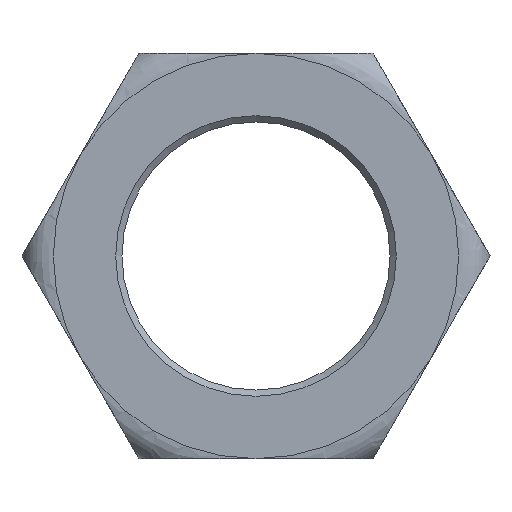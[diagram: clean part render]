
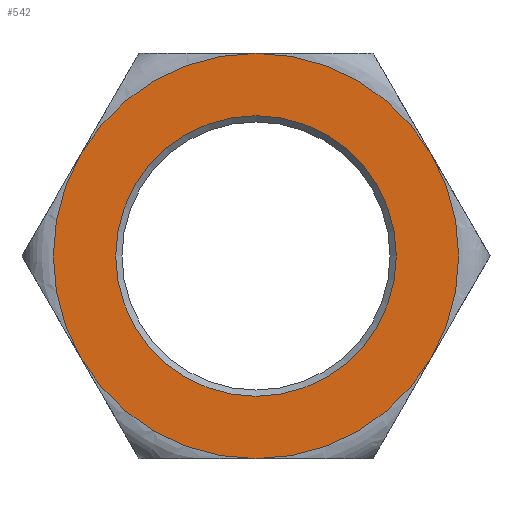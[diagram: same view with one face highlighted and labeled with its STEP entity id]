
A CAD part, front view. The second image highlights one B-rep face of the part: STEP entity #542.
In plain terms, the highlighted planar face has unit normal (0, -1, 0).
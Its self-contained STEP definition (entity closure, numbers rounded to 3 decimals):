
#7 = DIRECTION ( 'NONE',  ( 1., 0., 0. ) ) ;
#8 = VECTOR ( 'NONE', #1311, 1000. ) ;
#15 = CARTESIAN_POINT ( 'NONE',  ( 0., -36., 0. ) ) ;
#22 = EDGE_CURVE ( 'NONE', #345, #1162, #832, .T. ) ;
#26 = CARTESIAN_POINT ( 'NONE',  ( 56.292, -36., -32.5 ) ) ;
#35 = CIRCLE ( 'NONE', #1215, 65. ) ;
#61 = CARTESIAN_POINT ( 'NONE',  ( 0., -36., 0. ) ) ;
#78 = CARTESIAN_POINT ( 'NONE',  ( -37.528, -36., -65. ) ) ;
#86 = EDGE_CURVE ( 'NONE', #115, #307, #228, .T. ) ;
#105 = AXIS2_PLACEMENT_3D ( 'NONE', #1197, #599, #607 ) ;
#106 = VECTOR ( 'NONE', #1027, 1000. ) ;
#110 = CARTESIAN_POINT ( 'NONE',  ( 0., -36., -65. ) ) ;
#115 = VERTEX_POINT ( 'NONE', #1075 ) ;
#126 = ORIENTED_EDGE ( 'NONE', *, *, #1256, .F. ) ;
#153 = EDGE_CURVE ( 'NONE', #1307, #1307, #1506, .T. ) ;
#196 = EDGE_CURVE ( 'NONE', #564, #1380, #1036, .T. ) ;
#201 = AXIS2_PLACEMENT_3D ( 'NONE', #574, #1137, #438 ) ;
#207 = ORIENTED_EDGE ( 'NONE', *, *, #995, .F. ) ;
#225 = EDGE_CURVE ( 'NONE', #659, #564, #728, .T. ) ;
#228 = LINE ( 'NONE', #698, #901 ) ;
#233 = VERTEX_POINT ( 'NONE', #1087 ) ;
#240 = ORIENTED_EDGE ( 'NONE', *, *, #242, .F. ) ;
#242 = EDGE_CURVE ( 'NONE', #1162, #1438, #1009, .T. ) ;
#248 = CARTESIAN_POINT ( 'NONE',  ( 37.528, -36., 65. ) ) ;
#269 = CARTESIAN_POINT ( 'NONE',  ( -56.292, -36., -32.5 ) ) ;
#279 = CARTESIAN_POINT ( 'NONE',  ( -56.292, -36., -32.5 ) ) ;
#307 = VERTEX_POINT ( 'NONE', #970 ) ;
#314 = PLANE ( 'NONE',  #323 ) ;
#323 = AXIS2_PLACEMENT_3D ( 'NONE', #1381, #554, #782 ) ;
#338 = DIRECTION ( 'NONE',  ( -1., 0., 0. ) ) ;
#345 = VERTEX_POINT ( 'NONE', #431 ) ;
#353 = ORIENTED_EDGE ( 'NONE', *, *, #785, .F. ) ;
#367 = EDGE_CURVE ( 'NONE', #1280, #659, #402, .T. ) ;
#392 = DIRECTION ( 'NONE',  ( 1., 0., 0. ) ) ;
#402 = CIRCLE ( 'NONE', #576, 65. ) ;
#431 = CARTESIAN_POINT ( 'NONE',  ( 56.292, -36., 32.5 ) ) ;
#437 = ORIENTED_EDGE ( 'NONE', *, *, #86, .F. ) ;
#438 = DIRECTION ( 'NONE',  ( 1., 0., 0. ) ) ;
#476 = EDGE_CURVE ( 'NONE', #307, #345, #744, .T. ) ;
#481 = AXIS2_PLACEMENT_3D ( 'NONE', #61, #1237, #392 ) ;
#518 = VECTOR ( 'NONE', #720, 1000. ) ;
#524 = CARTESIAN_POINT ( 'NONE',  ( 0., -36., 0. ) ) ;
#542 = ADVANCED_FACE ( 'NONE', ( #807, #1015 ), #314, .F. ) ;
#546 = ORIENTED_EDGE ( 'NONE', *, *, #769, .F. ) ;
#553 = CARTESIAN_POINT ( 'NONE',  ( 56.292, -36., -32.5 ) ) ;
#554 = DIRECTION ( 'NONE',  ( 0., 1., 0. ) ) ;
#561 = CARTESIAN_POINT ( 'NONE',  ( 0., -36., 0. ) ) ;
#564 = VERTEX_POINT ( 'NONE', #110 ) ;
#574 = CARTESIAN_POINT ( 'NONE',  ( 0., -36., 0. ) ) ;
#576 = AXIS2_PLACEMENT_3D ( 'NONE', #524, #1227, #1006 ) ;
#577 = ORIENTED_EDGE ( 'NONE', *, *, #367, .F. ) ;
#578 = CIRCLE ( 'NONE', #1465, 65. ) ;
#599 = DIRECTION ( 'NONE',  ( 0., 1., 0. ) ) ;
#607 = DIRECTION ( 'NONE',  ( 1., 0., 0. ) ) ;
#613 = EDGE_LOOP ( 'NONE', ( #577, #353, #240, #1130, #1029, #437, #126, #207, #546, #1147, #1212 ) ) ;
#659 = VERTEX_POINT ( 'NONE', #748 ) ;
#681 = CARTESIAN_POINT ( 'NONE',  ( 0., -36., 0. ) ) ;
#683 = CARTESIAN_POINT ( 'NONE',  ( 75.056, -36., 0. ) ) ;
#695 = AXIS2_PLACEMENT_3D ( 'NONE', #15, #949, #834 ) ;
#698 = CARTESIAN_POINT ( 'NONE',  ( -37.528, -36., 65. ) ) ;
#720 = DIRECTION ( 'NONE',  ( 0.5, 0., -0.866 ) ) ;
#728 = LINE ( 'NONE', #1437, #8 ) ;
#744 = CIRCLE ( 'NONE', #201, 65. ) ;
#748 = CARTESIAN_POINT ( 'NONE',  ( 0., -36., -65. ) ) ;
#769 = EDGE_CURVE ( 'NONE', #1380, #879, #1378, .T. ) ;
#782 = DIRECTION ( 'NONE',  ( 0., 0., 1. ) ) ;
#785 = EDGE_CURVE ( 'NONE', #1438, #1280, #1365, .T. ) ;
#789 = ORIENTED_EDGE ( 'NONE', *, *, #153, .T. ) ;
#807 = FACE_BOUND ( 'NONE', #934, .T. ) ;
#832 = LINE ( 'NONE', #248, #518 ) ;
#834 = DIRECTION ( 'NONE',  ( 0., 0., 1. ) ) ;
#843 = VECTOR ( 'NONE', #1499, 1000. ) ;
#879 = VERTEX_POINT ( 'NONE', #269 ) ;
#901 = VECTOR ( 'NONE', #942, 1000. ) ;
#934 = EDGE_LOOP ( 'NONE', ( #789 ) ) ;
#942 = DIRECTION ( 'NONE',  ( 1., 0., 0. ) ) ;
#949 = DIRECTION ( 'NONE',  ( 0., 1., 0. ) ) ;
#970 = CARTESIAN_POINT ( 'NONE',  ( 0., -36., 65. ) ) ;
#995 = EDGE_CURVE ( 'NONE', #879, #233, #35, .T. ) ;
#1006 = DIRECTION ( 'NONE',  ( 1., 0., 0. ) ) ;
#1009 = CIRCLE ( 'NONE', #105, 65. ) ;
#1015 = FACE_OUTER_BOUND ( 'NONE', #613, .T. ) ;
#1027 = DIRECTION ( 'NONE',  ( -0.5, 0., 0.866 ) ) ;
#1029 = ORIENTED_EDGE ( 'NONE', *, *, #476, .F. ) ;
#1036 = CIRCLE ( 'NONE', #481, 65. ) ;
#1075 = CARTESIAN_POINT ( 'NONE',  ( 0., -36., 65. ) ) ;
#1087 = CARTESIAN_POINT ( 'NONE',  ( -56.292, -36., 32.5 ) ) ;
#1130 = ORIENTED_EDGE ( 'NONE', *, *, #22, .F. ) ;
#1137 = DIRECTION ( 'NONE',  ( 0., 1., 0. ) ) ;
#1138 = CARTESIAN_POINT ( 'NONE',  ( 56.292, -36., 32.5 ) ) ;
#1147 = ORIENTED_EDGE ( 'NONE', *, *, #196, .F. ) ;
#1149 = DIRECTION ( 'NONE',  ( 0., 1., 0. ) ) ;
#1162 = VERTEX_POINT ( 'NONE', #1138 ) ;
#1182 = CARTESIAN_POINT ( 'NONE',  ( 0., -36., 45. ) ) ;
#1197 = CARTESIAN_POINT ( 'NONE',  ( 0., -36., 0. ) ) ;
#1212 = ORIENTED_EDGE ( 'NONE', *, *, #225, .F. ) ;
#1215 = AXIS2_PLACEMENT_3D ( 'NONE', #561, #1296, #7 ) ;
#1227 = DIRECTION ( 'NONE',  ( 0., 1., 0. ) ) ;
#1237 = DIRECTION ( 'NONE',  ( 0., 1., 0. ) ) ;
#1256 = EDGE_CURVE ( 'NONE', #233, #115, #578, .T. ) ;
#1280 = VERTEX_POINT ( 'NONE', #26 ) ;
#1296 = DIRECTION ( 'NONE',  ( 0., 1., 0. ) ) ;
#1307 = VERTEX_POINT ( 'NONE', #1182 ) ;
#1311 = DIRECTION ( 'NONE',  ( -1., 0., 0. ) ) ;
#1365 = LINE ( 'NONE', #683, #843 ) ;
#1378 = LINE ( 'NONE', #78, #106 ) ;
#1380 = VERTEX_POINT ( 'NONE', #279 ) ;
#1381 = CARTESIAN_POINT ( 'NONE',  ( 0., -36., 0. ) ) ;
#1437 = CARTESIAN_POINT ( 'NONE',  ( 37.528, -36., -65. ) ) ;
#1438 = VERTEX_POINT ( 'NONE', #553 ) ;
#1465 = AXIS2_PLACEMENT_3D ( 'NONE', #681, #1149, #338 ) ;
#1499 = DIRECTION ( 'NONE',  ( -0.5, 0., -0.866 ) ) ;
#1506 = CIRCLE ( 'NONE', #695, 45. ) ;
